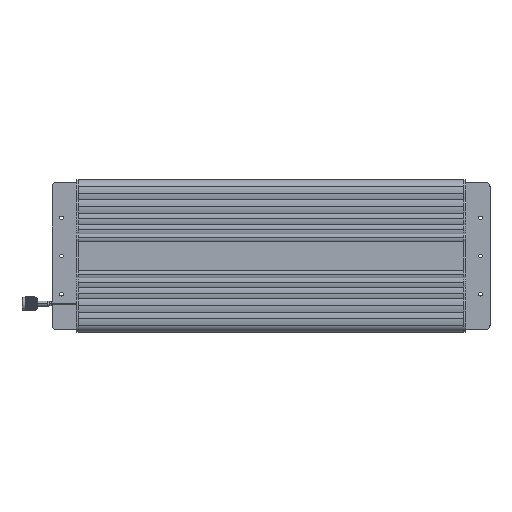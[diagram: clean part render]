
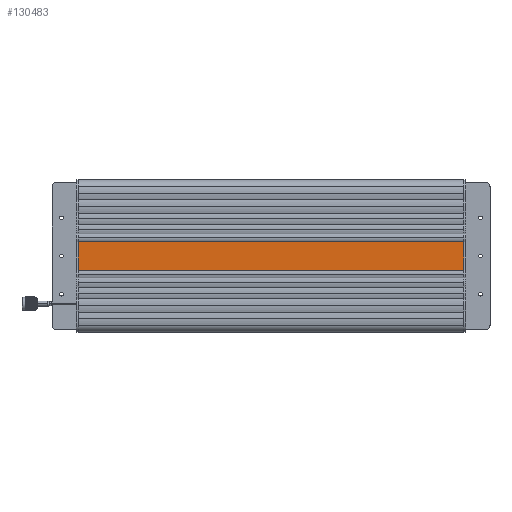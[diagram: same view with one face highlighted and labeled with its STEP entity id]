
A CAD part, top view. The second image highlights one B-rep face of the part: STEP entity #130483.
In plain terms, the highlighted planar face has unit normal (0, 0, 1).
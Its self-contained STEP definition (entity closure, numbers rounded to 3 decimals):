
#4086 = LINE ( 'NONE', #88878, #101513 ) ;
#7529 = CARTESIAN_POINT ( 'NONE',  ( 473.296, -322.192, 1.179 ) ) ;
#12470 = DIRECTION ( 'NONE',  ( 0., -1., 0. ) ) ;
#14187 = ORIENTED_EDGE ( 'NONE', *, *, #62415, .T. ) ;
#14762 = VERTEX_POINT ( 'NONE', #88299 ) ;
#20073 = FACE_OUTER_BOUND ( 'NONE', #128794, .T. ) ;
#29501 = LINE ( 'NONE', #7529, #97602 ) ;
#39921 = PLANE ( 'NONE',  #131194 ) ;
#50469 = CARTESIAN_POINT ( 'NONE',  ( 473.296, -322.192, 1.179 ) ) ;
#50781 = EDGE_CURVE ( 'NONE', #58664, #54091, #29501, .T. ) ;
#54091 = VERTEX_POINT ( 'NONE', #105730 ) ;
#54240 = ORIENTED_EDGE ( 'NONE', *, *, #60188, .T. ) ;
#54730 = LINE ( 'NONE', #84153, #116912 ) ;
#58664 = VERTEX_POINT ( 'NONE', #50469 ) ;
#60188 = EDGE_CURVE ( 'NONE', #86470, #14762, #4086, .T. ) ;
#60247 = ORIENTED_EDGE ( 'NONE', *, *, #130538, .F. ) ;
#61127 = DIRECTION ( 'NONE',  ( 0., 0., -1. ) ) ;
#62415 = EDGE_CURVE ( 'NONE', #14762, #54091, #54730, .T. ) ;
#71205 = DIRECTION ( 'NONE',  ( -1., 0., 0. ) ) ;
#81625 = CARTESIAN_POINT ( 'NONE',  ( 473.296, -321.01, 1.179 ) ) ;
#84153 = CARTESIAN_POINT ( 'NONE',  ( 457.351, -321.01, 1.179 ) ) ;
#85077 = ORIENTED_EDGE ( 'NONE', *, *, #50781, .F. ) ;
#86470 = VERTEX_POINT ( 'NONE', #121979 ) ;
#88299 = CARTESIAN_POINT ( 'NONE',  ( 457.351, -321.01, 1.179 ) ) ;
#88878 = CARTESIAN_POINT ( 'NONE',  ( 473.296, -321.01, 1.179 ) ) ;
#97602 = VECTOR ( 'NONE', #71205, 39.37 ) ;
#101513 = VECTOR ( 'NONE', #119631, 39.37 ) ;
#105730 = CARTESIAN_POINT ( 'NONE',  ( 457.351, -322.192, 1.179 ) ) ;
#115103 = CARTESIAN_POINT ( 'NONE',  ( 473.296, -321.01, 1.179 ) ) ;
#116912 = VECTOR ( 'NONE', #117595, 39.37 ) ;
#117595 = DIRECTION ( 'NONE',  ( 0., -1., 0. ) ) ;
#118083 = VECTOR ( 'NONE', #12470, 39.37 ) ;
#119631 = DIRECTION ( 'NONE',  ( -1., 0., 0. ) ) ;
#121979 = CARTESIAN_POINT ( 'NONE',  ( 473.296, -321.01, 1.179 ) ) ;
#124016 = DIRECTION ( 'NONE',  ( 0., -1., 0. ) ) ;
#127376 = LINE ( 'NONE', #115103, #118083 ) ;
#128794 = EDGE_LOOP ( 'NONE', ( #14187, #85077, #60247, #54240 ) ) ;
#130483 = ADVANCED_FACE ( 'NONE', ( #20073 ), #39921, .F. ) ;
#130538 = EDGE_CURVE ( 'NONE', #86470, #58664, #127376, .T. ) ;
#131194 = AXIS2_PLACEMENT_3D ( 'NONE', #81625, #61127, #124016 ) ;
